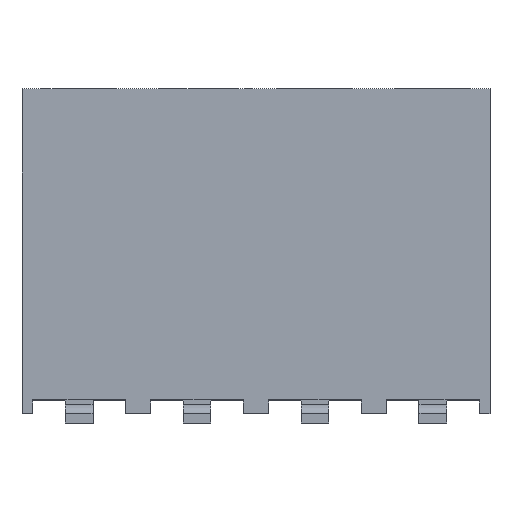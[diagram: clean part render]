
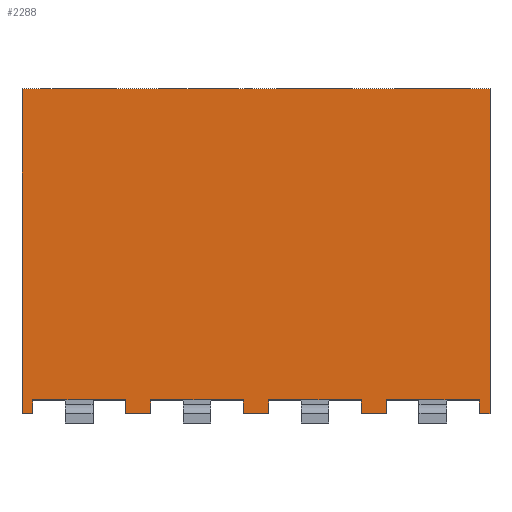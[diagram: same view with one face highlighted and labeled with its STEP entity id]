
A CAD part, top view. The second image highlights one B-rep face of the part: STEP entity #2288.
In plain terms, the highlighted planar face has unit normal (0, 0, 1).
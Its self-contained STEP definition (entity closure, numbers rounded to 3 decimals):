
#13=DIRECTION('',(-1.,0.,0.));
#14=VECTOR('',#13,10.08);
#15=CARTESIAN_POINT('',(5.04,0.,1.27));
#16=LINE('3752',#15,#14);
#81=DIRECTION('',(0.,-1.,0.));
#82=VECTOR('',#81,7.);
#83=CARTESIAN_POINT('',(-5.04,0.,1.27));
#84=LINE('3814',#83,#82);
#149=DIRECTION('',(-1.,0.,0.));
#150=VECTOR('',#149,0.23);
#151=CARTESIAN_POINT('',(5.04,-7.,1.27));
#152=LINE('3816',#151,#150);
#153=DIRECTION('',(0.,1.,0.));
#154=VECTOR('',#153,0.3);
#155=CARTESIAN_POINT('',(4.81,-7.,1.27));
#156=LINE('3834',#155,#154);
#157=DIRECTION('',(0.,-1.,0.));
#158=VECTOR('',#157,0.3);
#159=CARTESIAN_POINT('',(2.81,-6.7,1.27));
#160=LINE('3833',#159,#158);
#161=DIRECTION('',(-1.,0.,0.));
#162=VECTOR('',#161,0.54);
#163=CARTESIAN_POINT('',(2.81,-7.,1.27));
#164=LINE('3809',#163,#162);
#165=DIRECTION('',(0.,1.,0.));
#166=VECTOR('',#165,0.3);
#167=CARTESIAN_POINT('',(2.27,-7.,1.27));
#168=LINE('3829',#167,#166);
#169=DIRECTION('',(0.,-1.,0.));
#170=VECTOR('',#169,0.3);
#171=CARTESIAN_POINT('',(0.27,-6.7,1.27));
#172=LINE('3828',#171,#170);
#173=DIRECTION('',(-1.,0.,0.));
#174=VECTOR('',#173,0.54);
#175=CARTESIAN_POINT('',(0.27,-7.,1.27));
#176=LINE('3805',#175,#174);
#177=DIRECTION('',(0.,1.,0.));
#178=VECTOR('',#177,0.3);
#179=CARTESIAN_POINT('',(-0.27,-7.,1.27));
#180=LINE('3825',#179,#178);
#181=DIRECTION('',(0.,-1.,0.));
#182=VECTOR('',#181,0.3);
#183=CARTESIAN_POINT('',(-2.27,-6.7,1.27));
#184=LINE('3824',#183,#182);
#185=DIRECTION('',(-1.,0.,0.));
#186=VECTOR('',#185,0.54);
#187=CARTESIAN_POINT('',(-2.27,-7.,1.27));
#188=LINE('3801',#187,#186);
#189=DIRECTION('',(0.,1.,0.));
#190=VECTOR('',#189,0.3);
#191=CARTESIAN_POINT('',(-2.81,-7.,1.27));
#192=LINE('3821',#191,#190);
#193=DIRECTION('',(0.,-1.,0.));
#194=VECTOR('',#193,0.3);
#195=CARTESIAN_POINT('',(-4.81,-6.7,1.27));
#196=LINE('3820',#195,#194);
#197=DIRECTION('',(-1.,0.,0.));
#198=VECTOR('',#197,0.23);
#199=CARTESIAN_POINT('',(-4.81,-7.,1.27));
#200=LINE('3812',#199,#198);
#201=DIRECTION('',(0.,1.,0.));
#202=VECTOR('',#201,7.);
#203=CARTESIAN_POINT('',(5.04,-7.,1.27));
#204=LINE('3924',#203,#202);
#225=DIRECTION('',(-1.,0.,0.));
#226=VECTOR('',#225,2.);
#227=CARTESIAN_POINT('',(4.81,-6.7,1.27));
#228=LINE('3808',#227,#226);
#289=DIRECTION('',(-1.,0.,0.));
#290=VECTOR('',#289,2.);
#291=CARTESIAN_POINT('',(-2.81,-6.7,1.27));
#292=LINE('3798',#291,#290);
#301=DIRECTION('',(-1.,0.,0.));
#302=VECTOR('',#301,2.);
#303=CARTESIAN_POINT('',(-0.27,-6.7,1.27));
#304=LINE('3800',#303,#302);
#313=DIRECTION('',(-1.,0.,0.));
#314=VECTOR('',#313,2.);
#315=CARTESIAN_POINT('',(2.27,-6.7,1.27));
#316=LINE('3804',#315,#314);
#1633=CARTESIAN_POINT('',(-5.04,0.,1.27));
#1635=VERTEX_POINT('',#1633);
#1639=CARTESIAN_POINT('',(5.04,0.,1.27));
#1640=VERTEX_POINT('',#1639);
#1709=CARTESIAN_POINT('',(-2.81,-6.7,1.27));
#1710=CARTESIAN_POINT('',(-4.81,-6.7,1.27));
#1711=VERTEX_POINT('',#1709);
#1712=VERTEX_POINT('',#1710);
#1717=CARTESIAN_POINT('',(-0.27,-6.7,1.27));
#1718=CARTESIAN_POINT('',(-2.27,-6.7,1.27));
#1719=VERTEX_POINT('',#1717);
#1720=VERTEX_POINT('',#1718);
#1721=CARTESIAN_POINT('',(-2.27,-7.,1.27));
#1722=CARTESIAN_POINT('',(-2.81,-7.,1.27));
#1723=VERTEX_POINT('',#1721);
#1724=VERTEX_POINT('',#1722);
#1733=CARTESIAN_POINT('',(2.27,-6.7,1.27));
#1734=CARTESIAN_POINT('',(0.27,-6.7,1.27));
#1735=VERTEX_POINT('',#1733);
#1736=VERTEX_POINT('',#1734);
#1737=CARTESIAN_POINT('',(0.27,-7.,1.27));
#1738=CARTESIAN_POINT('',(-0.27,-7.,1.27));
#1739=VERTEX_POINT('',#1737);
#1740=VERTEX_POINT('',#1738);
#1749=CARTESIAN_POINT('',(4.81,-6.7,1.27));
#1750=CARTESIAN_POINT('',(2.81,-6.7,1.27));
#1751=VERTEX_POINT('',#1749);
#1752=VERTEX_POINT('',#1750);
#1753=CARTESIAN_POINT('',(2.81,-7.,1.27));
#1754=CARTESIAN_POINT('',(2.27,-7.,1.27));
#1755=VERTEX_POINT('',#1753);
#1756=VERTEX_POINT('',#1754);
#1761=CARTESIAN_POINT('',(-5.04,-7.,1.27));
#1763=VERTEX_POINT('',#1761);
#1765=CARTESIAN_POINT('',(-4.81,-7.,1.27));
#1766=VERTEX_POINT('',#1765);
#1769=CARTESIAN_POINT('',(5.04,-7.,1.27));
#1771=VERTEX_POINT('',#1769);
#1773=CARTESIAN_POINT('',(4.81,-7.,1.27));
#1774=VERTEX_POINT('',#1773);
#2244=CARTESIAN_POINT('',(5.04,0.,1.27));
#2245=DIRECTION('',(0.,0.,1.));
#2246=DIRECTION('',(-1.,0.,0.));
#2247=AXIS2_PLACEMENT_3D('',#2244,#2245,#2246);
#2248=PLANE('3580',#2247);
#2250=ORIENTED_EDGE('3924',*,*,#2249,.F.);
#2252=ORIENTED_EDGE('3816',*,*,#2251,.T.);
#2254=ORIENTED_EDGE('3834',*,*,#2253,.T.);
#2256=ORIENTED_EDGE('3808',*,*,#2255,.T.);
#2258=ORIENTED_EDGE('3833',*,*,#2257,.T.);
#2260=ORIENTED_EDGE('3809',*,*,#2259,.T.);
#2262=ORIENTED_EDGE('3829',*,*,#2261,.T.);
#2264=ORIENTED_EDGE('3804',*,*,#2263,.T.);
#2266=ORIENTED_EDGE('3828',*,*,#2265,.T.);
#2268=ORIENTED_EDGE('3805',*,*,#2267,.T.);
#2270=ORIENTED_EDGE('3825',*,*,#2269,.T.);
#2272=ORIENTED_EDGE('3800',*,*,#2271,.T.);
#2274=ORIENTED_EDGE('3824',*,*,#2273,.T.);
#2276=ORIENTED_EDGE('3801',*,*,#2275,.T.);
#2278=ORIENTED_EDGE('3821',*,*,#2277,.T.);
#2280=ORIENTED_EDGE('3798',*,*,#2279,.T.);
#2282=ORIENTED_EDGE('3820',*,*,#2281,.T.);
#2283=ORIENTED_EDGE('3812',*,*,#2236,.T.);
#2284=ORIENTED_EDGE('3814',*,*,#2177,.F.);
#2285=ORIENTED_EDGE('3752',*,*,#2124,.F.);
#2286=EDGE_LOOP('3580',(#2250,#2252,#2254,#2256,#2258,#2260,#2262,#2264,#2266,
#2268,#2270,#2272,#2274,#2276,#2278,#2280,#2282,#2283,#2284,#2285));
#2287=FACE_OUTER_BOUND('3580',#2286,.F.);
#2288=ADVANCED_FACE('3580',(#2287),#2248,.T.);
#2124=EDGE_CURVE('3752',#1640,#1635,#16,.T.);
#2177=EDGE_CURVE('3814',#1635,#1763,#84,.T.);
#2236=EDGE_CURVE('3812',#1766,#1763,#200,.T.);
#2249=EDGE_CURVE('3924',#1771,#1640,#204,.T.);
#2251=EDGE_CURVE('3816',#1771,#1774,#152,.T.);
#2253=EDGE_CURVE('3834',#1774,#1751,#156,.T.);
#2255=EDGE_CURVE('3808',#1751,#1752,#228,.T.);
#2257=EDGE_CURVE('3833',#1752,#1755,#160,.T.);
#2259=EDGE_CURVE('3809',#1755,#1756,#164,.T.);
#2261=EDGE_CURVE('3829',#1756,#1735,#168,.T.);
#2263=EDGE_CURVE('3804',#1735,#1736,#316,.T.);
#2265=EDGE_CURVE('3828',#1736,#1739,#172,.T.);
#2267=EDGE_CURVE('3805',#1739,#1740,#176,.T.);
#2269=EDGE_CURVE('3825',#1740,#1719,#180,.T.);
#2271=EDGE_CURVE('3800',#1719,#1720,#304,.T.);
#2273=EDGE_CURVE('3824',#1720,#1723,#184,.T.);
#2275=EDGE_CURVE('3801',#1723,#1724,#188,.T.);
#2277=EDGE_CURVE('3821',#1724,#1711,#192,.T.);
#2279=EDGE_CURVE('3798',#1711,#1712,#292,.T.);
#2281=EDGE_CURVE('3820',#1712,#1766,#196,.T.);
